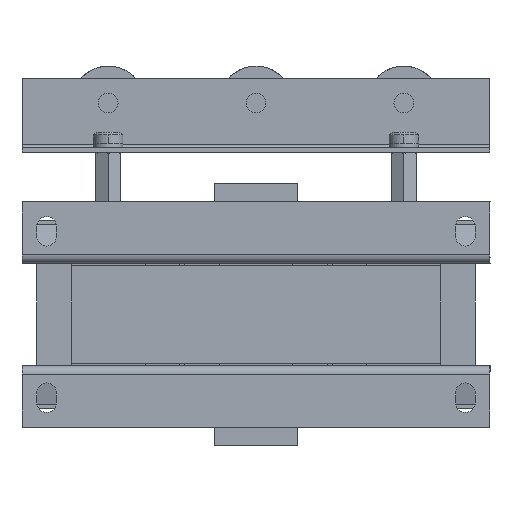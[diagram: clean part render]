
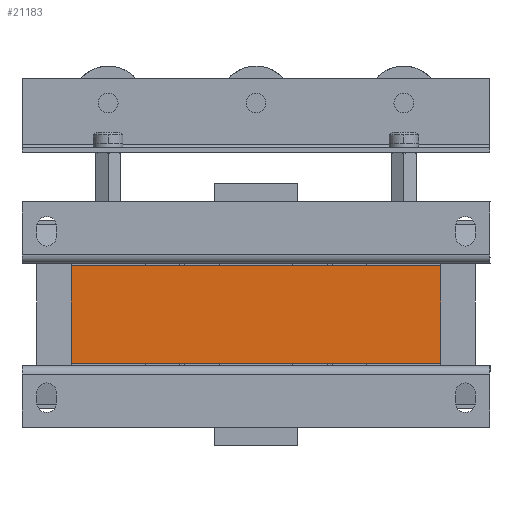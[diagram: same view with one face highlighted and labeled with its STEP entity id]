
A CAD part, front view. The second image highlights one B-rep face of the part: STEP entity #21183.
In plain terms, the highlighted planar face has unit normal (0, -1, 0).
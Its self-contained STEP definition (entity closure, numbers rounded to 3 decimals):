
#388 = VECTOR ( 'NONE', #6977, 1000. ) ;
#792 = LINE ( 'NONE', #17298, #17315 ) ;
#1160 = CARTESIAN_POINT ( 'NONE',  ( -75., -76.5, 19.775 ) ) ;
#1915 = VECTOR ( 'NONE', #17019, 1000. ) ;
#2103 = VERTEX_POINT ( 'NONE', #17737 ) ;
#3531 = EDGE_CURVE ( 'NONE', #7460, #9497, #792, .T. ) ;
#3715 = EDGE_CURVE ( 'NONE', #2103, #10619, #11925, .T. ) ;
#4917 = DIRECTION ( 'NONE',  ( 0., 1., 0. ) ) ;
#6033 = CARTESIAN_POINT ( 'NONE',  ( -75., -76.5, 19.775 ) ) ;
#6590 = PLANE ( 'NONE',  #7738 ) ;
#6603 = ORIENTED_EDGE ( 'NONE', *, *, #3531, .F. ) ;
#6977 = DIRECTION ( 'NONE',  ( 0., 0., -1. ) ) ;
#7460 = VERTEX_POINT ( 'NONE', #6033 ) ;
#7738 = AXIS2_PLACEMENT_3D ( 'NONE', #1160, #4917, #10169 ) ;
#7884 = CARTESIAN_POINT ( 'NONE',  ( 75., -76.5, 19.775 ) ) ;
#7900 = VECTOR ( 'NONE', #13142, 1000. ) ;
#9044 = FACE_OUTER_BOUND ( 'NONE', #10054, .T. ) ;
#9497 = VERTEX_POINT ( 'NONE', #7884 ) ;
#10054 = EDGE_LOOP ( 'NONE', ( #14290, #23178, #6603, #18221 ) ) ;
#10169 = DIRECTION ( 'NONE',  ( 0., 0., 1. ) ) ;
#10619 = VERTEX_POINT ( 'NONE', #23228 ) ;
#11925 = LINE ( 'NONE', #19668, #7900 ) ;
#12098 = DIRECTION ( 'NONE',  ( 1., 0., 0. ) ) ;
#13142 = DIRECTION ( 'NONE',  ( 1., 0., 0. ) ) ;
#14199 = LINE ( 'NONE', #22587, #1915 ) ;
#14290 = ORIENTED_EDGE ( 'NONE', *, *, #3715, .T. ) ;
#17019 = DIRECTION ( 'NONE',  ( 0., 0., -1. ) ) ;
#17298 = CARTESIAN_POINT ( 'NONE',  ( -75., -76.5, 19.775 ) ) ;
#17315 = VECTOR ( 'NONE', #12098, 1000. ) ;
#17722 = LINE ( 'NONE', #17852, #388 ) ;
#17737 = CARTESIAN_POINT ( 'NONE',  ( -75., -76.5, -19.775 ) ) ;
#17852 = CARTESIAN_POINT ( 'NONE',  ( -75., -76.5, 19.775 ) ) ;
#18221 = ORIENTED_EDGE ( 'NONE', *, *, #23493, .T. ) ;
#19668 = CARTESIAN_POINT ( 'NONE',  ( -75., -76.5, -19.775 ) ) ;
#20397 = EDGE_CURVE ( 'NONE', #9497, #10619, #14199, .T. ) ;
#21183 = ADVANCED_FACE ( 'NONE', ( #9044 ), #6590, .F. ) ;
#22587 = CARTESIAN_POINT ( 'NONE',  ( 75., -76.5, 19.775 ) ) ;
#23178 = ORIENTED_EDGE ( 'NONE', *, *, #20397, .F. ) ;
#23228 = CARTESIAN_POINT ( 'NONE',  ( 75., -76.5, -19.775 ) ) ;
#23493 = EDGE_CURVE ( 'NONE', #7460, #2103, #17722, .T. ) ;
